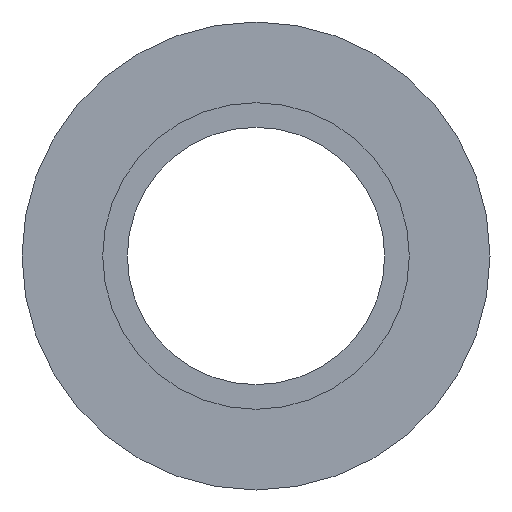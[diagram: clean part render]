
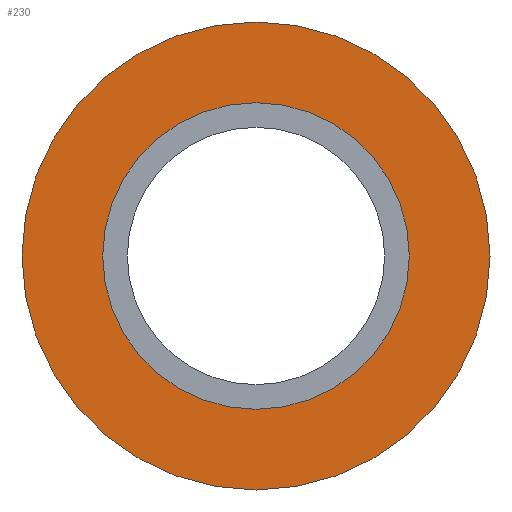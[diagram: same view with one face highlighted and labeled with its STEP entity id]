
A CAD part, front view. The second image highlights one B-rep face of the part: STEP entity #230.
In plain terms, the highlighted planar face has unit normal (0, -1, 0).
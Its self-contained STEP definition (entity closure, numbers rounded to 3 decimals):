
#18=FACE_BOUND('',#52,.T.);
#22=PLANE('',#286);
#36=FACE_OUTER_BOUND('',#51,.T.);
#51=EDGE_LOOP('',(#209,#210));
#52=EDGE_LOOP('',(#211,#212));
#71=CIRCLE('',#254,20.);
#72=CIRCLE('',#255,20.);
#91=CIRCLE('',#284,13.1);
#92=CIRCLE('',#285,13.1);
#95=VERTEX_POINT('',#375);
#96=VERTEX_POINT('',#377);
#115=VERTEX_POINT('',#432);
#116=VERTEX_POINT('',#434);
#120=EDGE_CURVE('',#95,#96,#71,.T.);
#121=EDGE_CURVE('',#96,#95,#72,.T.);
#147=EDGE_CURVE('',#116,#115,#91,.T.);
#148=EDGE_CURVE('',#115,#116,#92,.T.);
#209=ORIENTED_EDGE('',*,*,#121,.F.);
#210=ORIENTED_EDGE('',*,*,#120,.F.);
#211=ORIENTED_EDGE('',*,*,#147,.T.);
#212=ORIENTED_EDGE('',*,*,#148,.T.);
#230=ADVANCED_FACE('',(#36,#18),#22,.T.);
#254=AXIS2_PLACEMENT_3D('',#378,#296,#297);
#255=AXIS2_PLACEMENT_3D('',#379,#298,#299);
#284=AXIS2_PLACEMENT_3D('',#435,#363,#364);
#285=AXIS2_PLACEMENT_3D('',#436,#365,#366);
#286=AXIS2_PLACEMENT_3D('',#437,#367,#368);
#296=DIRECTION('center_axis',(0.,1.,0.));
#297=DIRECTION('ref_axis',(1.,0.,0.));
#298=DIRECTION('center_axis',(0.,1.,0.));
#299=DIRECTION('ref_axis',(1.,0.,0.));
#363=DIRECTION('center_axis',(0.,1.,0.));
#364=DIRECTION('ref_axis',(1.,0.,0.));
#365=DIRECTION('center_axis',(0.,1.,0.));
#366=DIRECTION('ref_axis',(1.,0.,0.));
#367=DIRECTION('center_axis',(0.,-1.,0.));
#368=DIRECTION('ref_axis',(0.,0.,-1.));
#375=CARTESIAN_POINT('',(20.,0.,0.));
#377=CARTESIAN_POINT('',(-20.,0.,0.));
#378=CARTESIAN_POINT('Origin',(0.,0.,0.));
#379=CARTESIAN_POINT('Origin',(0.,0.,0.));
#432=CARTESIAN_POINT('',(13.1,0.,0.));
#434=CARTESIAN_POINT('',(-13.1,0.,0.));
#435=CARTESIAN_POINT('Origin',(0.,0.,0.));
#436=CARTESIAN_POINT('Origin',(0.,0.,0.));
#437=CARTESIAN_POINT('Origin',(-20.,0.,0.));
